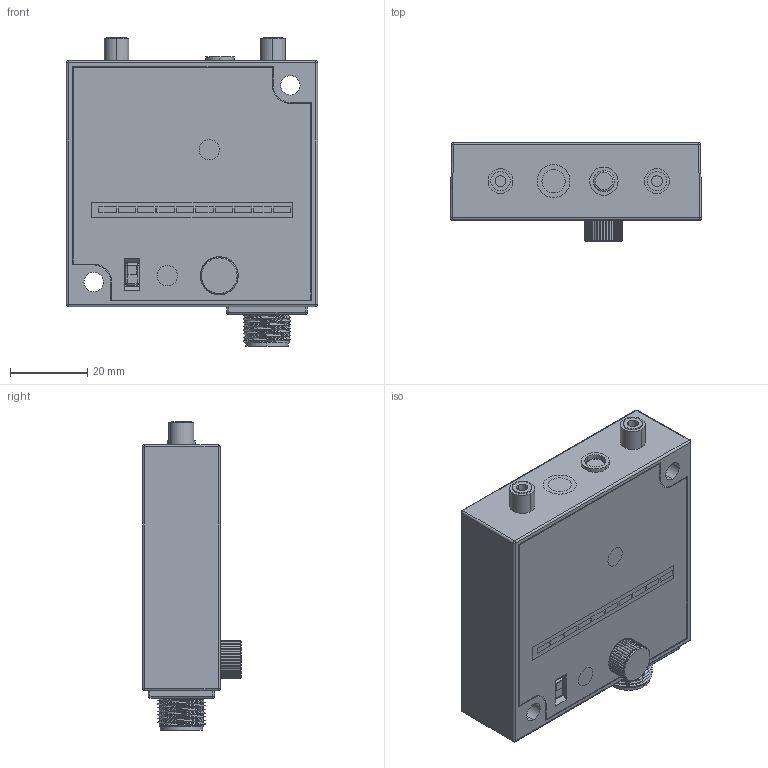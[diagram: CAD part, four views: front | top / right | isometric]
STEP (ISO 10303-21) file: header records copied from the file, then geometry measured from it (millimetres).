
FILE_DESCRIPTION (( 'STEP AP203' ), '1' );
FILE_NAME ('ColorMark.STEP', '2019-10-23T14:49:07', ( 'USER' ), ( '' ), 'SwSTEP 2.0', 'SolidWorks 2019', '' );
FILE_SCHEMA (( 'CONFIG_CONTROL_DESIGN' ));
Length unit declared in the file: inch
Products named in the file (1): ColorMark
Bounding box: 64.88 x 25.5 x 79.8 mm (x, y, z)
Surface area: 16493.6 mm2 (no closed solid volume)
Topology: 0 solids, 28 shells, 266 faces, 936 edges, 636 vertices
Faces by surface type: cylinder 162, plane 68, sphere 24, cone 6, bspline 4, torus 2
Entity records: 10903 total; most frequent: CARTESIAN_POINT 3014, DIRECTION 1698, ORIENTED_EDGE 1513, EDGE_CURVE 904, AXIS2_PLACEMENT_3D 656, VERTEX_POINT 624, CIRCLE 393, VECTOR 386
